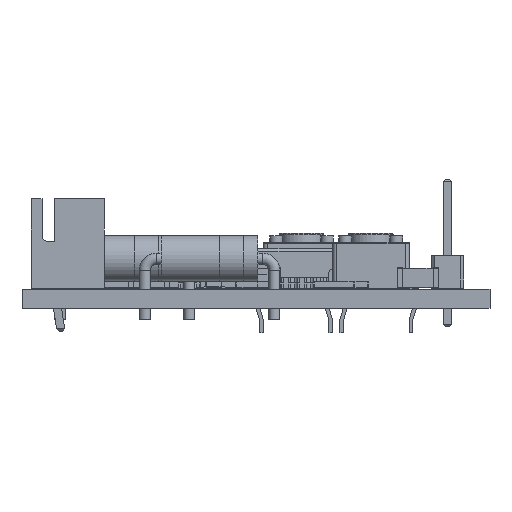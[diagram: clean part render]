
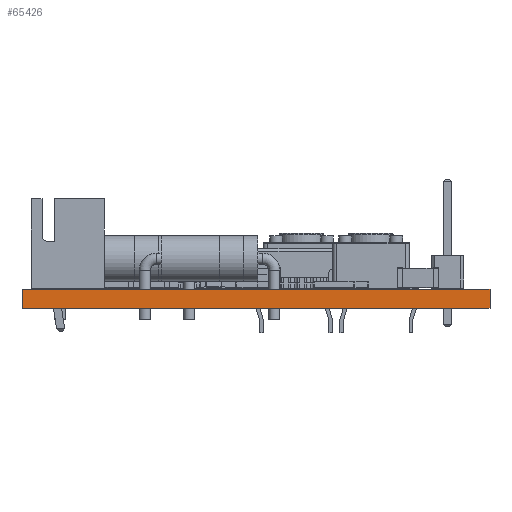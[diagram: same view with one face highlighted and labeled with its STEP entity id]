
A CAD part, left-side view. The second image highlights one B-rep face of the part: STEP entity #65426.
In plain terms, the highlighted planar face has unit normal (-1, 0, 0).
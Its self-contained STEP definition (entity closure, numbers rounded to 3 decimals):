
#64321 = VERTEX_POINT('',#64322);
#64322 = CARTESIAN_POINT('',(32.664,-154.673,0.));
#64328 = EDGE_CURVE('',#64329,#64321,#64331,.T.);
#64329 = VERTEX_POINT('',#64330);
#64330 = CARTESIAN_POINT('',(32.664,-191.402,0.));
#64331 = LINE('',#64332,#64333);
#64332 = CARTESIAN_POINT('',(32.664,-191.402,0.));
#64333 = VECTOR('',#64334,1.);
#64334 = DIRECTION('',(0.,1.,0.));
#64860 = VERTEX_POINT('',#64861);
#64861 = CARTESIAN_POINT('',(32.664,-154.673,1.51));
#64867 = EDGE_CURVE('',#64868,#64860,#64870,.T.);
#64868 = VERTEX_POINT('',#64869);
#64869 = CARTESIAN_POINT('',(32.664,-191.402,1.51));
#64870 = LINE('',#64871,#64872);
#64871 = CARTESIAN_POINT('',(32.664,-191.402,1.51));
#64872 = VECTOR('',#64873,1.);
#64873 = DIRECTION('',(0.,1.,0.));
#65396 = EDGE_CURVE('',#64321,#64860,#65397,.T.);
#65397 = LINE('',#65398,#65399);
#65398 = CARTESIAN_POINT('',(32.664,-154.673,0.));
#65399 = VECTOR('',#65400,1.);
#65400 = DIRECTION('',(0.,0.,1.));
#65426 = ADVANCED_FACE('',(#65427),#65438,.T.);
#65427 = FACE_BOUND('',#65428,.T.);
#65428 = EDGE_LOOP('',(#65429,#65435,#65436,#65437));
#65429 = ORIENTED_EDGE('',*,*,#65430,.T.);
#65430 = EDGE_CURVE('',#64329,#64868,#65431,.T.);
#65431 = LINE('',#65432,#65433);
#65432 = CARTESIAN_POINT('',(32.664,-191.402,0.));
#65433 = VECTOR('',#65434,1.);
#65434 = DIRECTION('',(0.,0.,1.));
#65435 = ORIENTED_EDGE('',*,*,#64867,.T.);
#65436 = ORIENTED_EDGE('',*,*,#65396,.F.);
#65437 = ORIENTED_EDGE('',*,*,#64328,.F.);
#65438 = PLANE('',#65439);
#65439 = AXIS2_PLACEMENT_3D('',#65440,#65441,#65442);
#65440 = CARTESIAN_POINT('',(32.664,-191.402,0.));
#65441 = DIRECTION('',(-1.,0.,0.));
#65442 = DIRECTION('',(0.,1.,0.));
